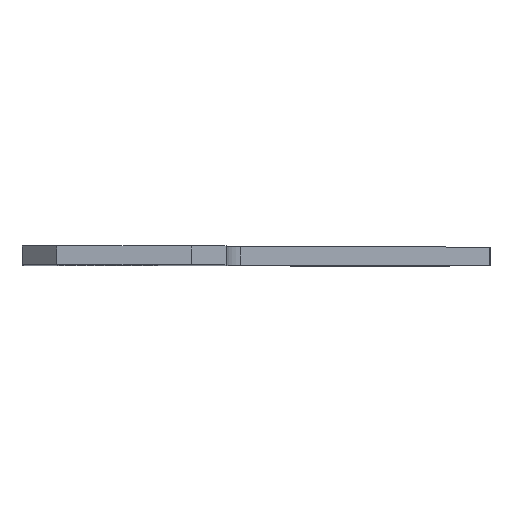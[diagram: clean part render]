
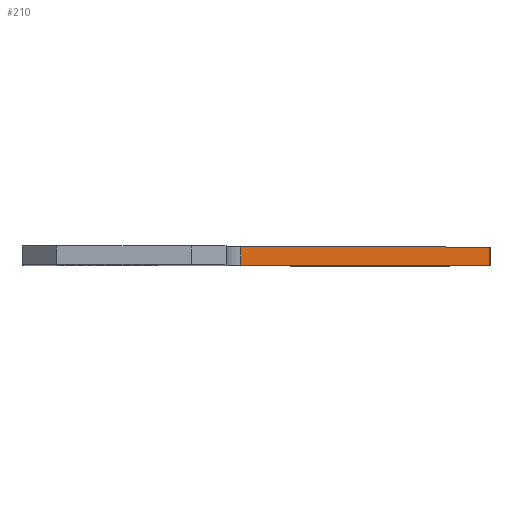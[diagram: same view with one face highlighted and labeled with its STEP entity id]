
A CAD part, top view. The second image highlights one B-rep face of the part: STEP entity #210.
In plain terms, the highlighted planar face has unit normal (0.707, 0, 0.707).
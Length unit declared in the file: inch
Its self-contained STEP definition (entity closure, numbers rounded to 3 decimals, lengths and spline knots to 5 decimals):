
#62 = VERTEX_POINT ( 'NONE', #452 ) ;
#76 = EDGE_CURVE ( 'NONE', #77, #87, #441, .T. ) ;
#77 = VERTEX_POINT ( 'NONE', #317 ) ;
#87 = VERTEX_POINT ( 'NONE', #365 ) ;
#167 = EDGE_CURVE ( 'NONE', #62, #168, #667, .T. ) ;
#168 = VERTEX_POINT ( 'NONE', #658 ) ;
#210 = ADVANCED_FACE ( 'NONE', ( #493 ), #586, .F. ) ;
#211 = EDGE_LOOP ( 'NONE', ( #212, #213, #215, #216 ) ) ;
#212 = ORIENTED_EDGE ( 'NONE', *, *, #76, .T. ) ;
#213 = ORIENTED_EDGE ( 'NONE', *, *, #214, .T. ) ;
#214 = EDGE_CURVE ( 'NONE', #87, #168, #581, .T. ) ;
#215 = ORIENTED_EDGE ( 'NONE', *, *, #167, .F. ) ;
#216 = ORIENTED_EDGE ( 'NONE', *, *, #217, .T. ) ;
#217 = EDGE_CURVE ( 'NONE', #62, #77, #577, .T. ) ;
#317 = CARTESIAN_POINT ( 'NONE',  ( 0.28661, 0., -0.53661 ) ) ;
#318 = DIRECTION ( 'NONE',  ( 0.707, 0., -0.707 ) ) ;
#319 = VECTOR ( 'NONE', #318, 39.37008 ) ;
#320 = CARTESIAN_POINT ( 'NONE',  ( 0.95711, 0., -1.20711 ) ) ;
#365 = CARTESIAN_POINT ( 'NONE',  ( 0.897, 0., -1.147 ) ) ;
#441 = LINE ( 'NONE', #320, #319 ) ;
#452 = CARTESIAN_POINT ( 'NONE',  ( 0.28661, 0.046, -0.53661 ) ) ;
#493 = FACE_OUTER_BOUND ( 'NONE', #211, .T. ) ;
#574 = DIRECTION ( 'NONE',  ( 0., -1., 0. ) ) ;
#575 = VECTOR ( 'NONE', #574, 39.37008 ) ;
#576 = CARTESIAN_POINT ( 'NONE',  ( 0.28661, 0., -0.53661 ) ) ;
#577 = LINE ( 'NONE', #576, #575 ) ;
#578 = DIRECTION ( 'NONE',  ( 0., 1., 0. ) ) ;
#579 = VECTOR ( 'NONE', #578, 39.37008 ) ;
#580 = CARTESIAN_POINT ( 'NONE',  ( 0.897, 0.046, -1.147 ) ) ;
#581 = LINE ( 'NONE', #580, #579 ) ;
#582 = DIRECTION ( 'NONE',  ( -0.707, 0., 0.707 ) ) ;
#583 = DIRECTION ( 'NONE',  ( -0.707, 0., -0.707 ) ) ;
#584 = CARTESIAN_POINT ( 'NONE',  ( 0.95711, 0.046, -1.20711 ) ) ;
#585 = AXIS2_PLACEMENT_3D ( 'NONE', #584, #583, #582 ) ;
#586 = PLANE ( 'NONE',  #585 ) ;
#658 = CARTESIAN_POINT ( 'NONE',  ( 0.897, 0.046, -1.147 ) ) ;
#659 = DIRECTION ( 'NONE',  ( 0.707, 0., -0.707 ) ) ;
#660 = VECTOR ( 'NONE', #659, 39.37008 ) ;
#661 = CARTESIAN_POINT ( 'NONE',  ( 0.95711, 0.046, -1.20711 ) ) ;
#667 = LINE ( 'NONE', #661, #660 ) ;
